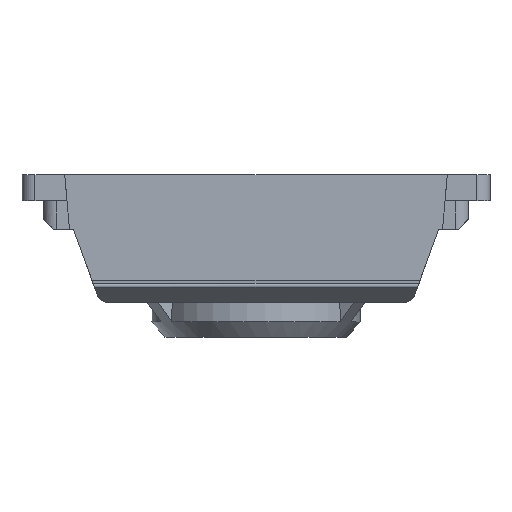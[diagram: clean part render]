
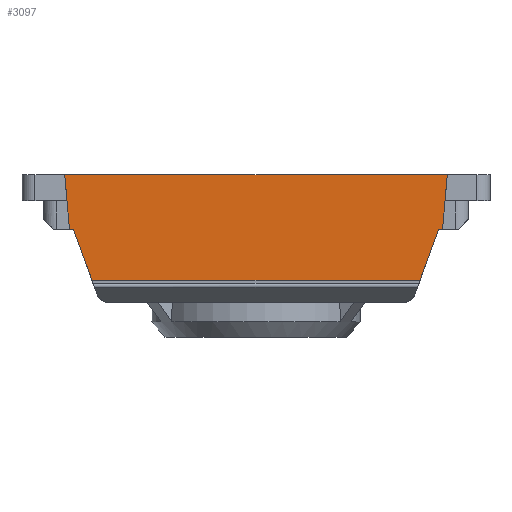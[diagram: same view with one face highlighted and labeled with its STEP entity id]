
A CAD part, front view. The second image highlights one B-rep face of the part: STEP entity #3097.
In plain terms, the highlighted planar face has unit normal (0, -1, 0).
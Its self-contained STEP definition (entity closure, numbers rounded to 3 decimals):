
#31 = VECTOR ( 'NONE', #2844, 1000. ) ;
#206 = CARTESIAN_POINT ( 'NONE',  ( -7.148, -7.25, -2.413 ) ) ;
#248 = EDGE_CURVE ( 'NONE', #2673, #766, #2866, .T. ) ;
#302 = EDGE_CURVE ( 'NONE', #766, #1053, #2404, .T. ) ;
#351 = CARTESIAN_POINT ( 'NONE',  ( 7.175, -7.25, -2.1 ) ) ;
#387 = PLANE ( 'NONE',  #658 ) ;
#437 = ORIENTED_EDGE ( 'NONE', *, *, #248, .T. ) ;
#440 = VERTEX_POINT ( 'NONE', #1510 ) ;
#469 = CARTESIAN_POINT ( 'NONE',  ( 7.284, -7.25, -0.85 ) ) ;
#484 = ORIENTED_EDGE ( 'NONE', *, *, #2416, .T. ) ;
#535 = EDGE_CURVE ( 'NONE', #440, #2673, #1094, .T. ) ;
#554 = DIRECTION ( 'NONE',  ( 1., 0., 0. ) ) ;
#557 = VECTOR ( 'NONE', #554, 1000. ) ;
#558 = DIRECTION ( 'NONE',  ( 0.342, 0., -0.94 ) ) ;
#570 = LINE ( 'NONE', #1997, #557 ) ;
#595 = ORIENTED_EDGE ( 'NONE', *, *, #2857, .F. ) ;
#623 = DIRECTION ( 'NONE',  ( 0.342, 0., 0.94 ) ) ;
#658 = AXIS2_PLACEMENT_3D ( 'NONE', #1847, #3046, #1863 ) ;
#751 = ORIENTED_EDGE ( 'NONE', *, *, #302, .T. ) ;
#754 = VECTOR ( 'NONE', #2419, 1000. ) ;
#766 = VERTEX_POINT ( 'NONE', #351 ) ;
#773 = CARTESIAN_POINT ( 'NONE',  ( -5.502, -7.25, -6.278 ) ) ;
#780 = CARTESIAN_POINT ( 'NONE',  ( 7.175, -7.25, 0. ) ) ;
#1005 = VECTOR ( 'NONE', #623, 1000. ) ;
#1053 = VERTEX_POINT ( 'NONE', #2848 ) ;
#1094 = LINE ( 'NONE', #1542, #1005 ) ;
#1146 = EDGE_LOOP ( 'NONE', ( #1153, #484, #2586, #595, #2003, #437, #751, #1501 ) ) ;
#1153 = ORIENTED_EDGE ( 'NONE', *, *, #1503, .T. ) ;
#1165 = DIRECTION ( 'NONE',  ( -1., 0., 0. ) ) ;
#1178 = CARTESIAN_POINT ( 'NONE',  ( 9., -7.25, -4.05 ) ) ;
#1186 = VERTEX_POINT ( 'NONE', #2921 ) ;
#1249 = VECTOR ( 'NONE', #558, 1000. ) ;
#1257 = VECTOR ( 'NONE', #2602, 1000. ) ;
#1304 = VERTEX_POINT ( 'NONE', #1823 ) ;
#1501 = ORIENTED_EDGE ( 'NONE', *, *, #1697, .T. ) ;
#1503 = EDGE_CURVE ( 'NONE', #2814, #1186, #1633, .T. ) ;
#1510 = CARTESIAN_POINT ( 'NONE',  ( 6.313, -7.25, -4.05 ) ) ;
#1542 = CARTESIAN_POINT ( 'NONE',  ( 7.608, -7.25, -0.493 ) ) ;
#1633 = LINE ( 'NONE', #206, #1257 ) ;
#1643 = LINE ( 'NONE', #1178, #3082 ) ;
#1697 = EDGE_CURVE ( 'NONE', #1053, #2814, #2947, .T. ) ;
#1823 = CARTESIAN_POINT ( 'NONE',  ( -6.313, -7.25, -4.05 ) ) ;
#1847 = CARTESIAN_POINT ( 'NONE',  ( 9., -7.25, -1. ) ) ;
#1863 = DIRECTION ( 'NONE',  ( 0., 0., 1. ) ) ;
#1964 = VECTOR ( 'NONE', #2350, 1000. ) ;
#1997 = CARTESIAN_POINT ( 'NONE',  ( 9., -7.25, -2.1 ) ) ;
#2003 = ORIENTED_EDGE ( 'NONE', *, *, #535, .T. ) ;
#2031 = EDGE_CURVE ( 'NONE', #2234, #1304, #2724, .T. ) ;
#2234 = VERTEX_POINT ( 'NONE', #2906 ) ;
#2307 = FACE_OUTER_BOUND ( 'NONE', #1146, .T. ) ;
#2350 = DIRECTION ( 'NONE',  ( 1., 0., 0. ) ) ;
#2404 = LINE ( 'NONE', #469, #31 ) ;
#2416 = EDGE_CURVE ( 'NONE', #1186, #2234, #570, .T. ) ;
#2419 = DIRECTION ( 'NONE',  ( -1., 0., 0. ) ) ;
#2586 = ORIENTED_EDGE ( 'NONE', *, *, #2031, .T. ) ;
#2596 = CARTESIAN_POINT ( 'NONE',  ( 7.023, -7.25, -2.1 ) ) ;
#2602 = DIRECTION ( 'NONE',  ( 0.087, 0., -0.996 ) ) ;
#2641 = CARTESIAN_POINT ( 'NONE',  ( 9., -7.25, -2.1 ) ) ;
#2673 = VERTEX_POINT ( 'NONE', #2596 ) ;
#2724 = LINE ( 'NONE', #773, #1249 ) ;
#2814 = VERTEX_POINT ( 'NONE', #3126 ) ;
#2844 = DIRECTION ( 'NONE',  ( 0.087, 0., 0.996 ) ) ;
#2848 = CARTESIAN_POINT ( 'NONE',  ( 7.359, -7.25, 0. ) ) ;
#2857 = EDGE_CURVE ( 'NONE', #440, #1304, #1643, .T. ) ;
#2866 = LINE ( 'NONE', #2641, #1964 ) ;
#2906 = CARTESIAN_POINT ( 'NONE',  ( -7.023, -7.25, -2.1 ) ) ;
#2921 = CARTESIAN_POINT ( 'NONE',  ( -7.175, -7.25, -2.1 ) ) ;
#2947 = LINE ( 'NONE', #780, #754 ) ;
#3046 = DIRECTION ( 'NONE',  ( 0., 1., 0. ) ) ;
#3082 = VECTOR ( 'NONE', #1165, 1000. ) ;
#3097 = ADVANCED_FACE ( 'NONE', ( #2307 ), #387, .F. ) ;
#3126 = CARTESIAN_POINT ( 'NONE',  ( -7.359, -7.25, 0. ) ) ;
